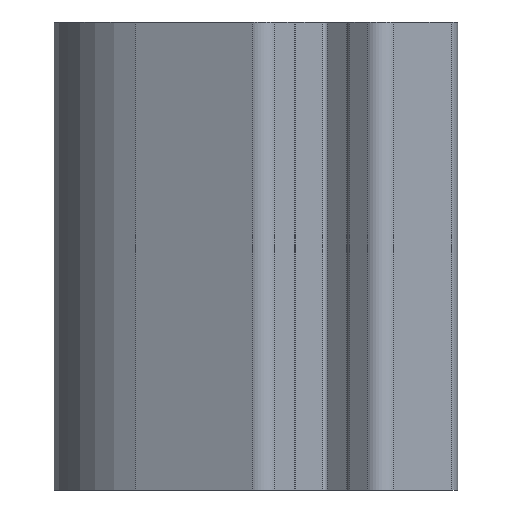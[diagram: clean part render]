
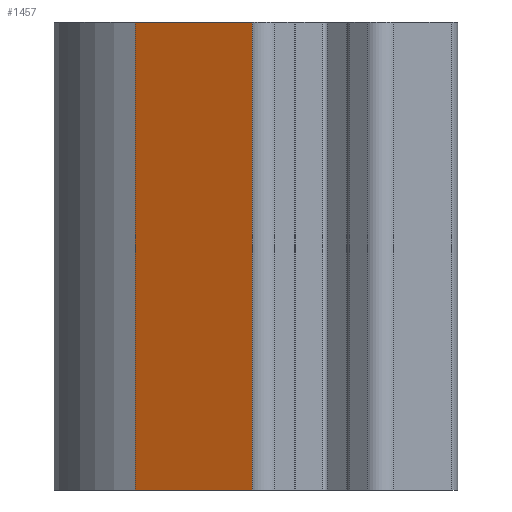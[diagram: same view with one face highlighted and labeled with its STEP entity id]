
A CAD part, left-side view. The second image highlights one B-rep face of the part: STEP entity #1457.
In plain terms, the highlighted planar face has unit normal (-0.907, 0.42, 0).
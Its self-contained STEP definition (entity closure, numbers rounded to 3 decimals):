
#31 = DIRECTION ( 'NONE',  ( -0.421, -0.907, 0. ) ) ;
#40 = VECTOR ( 'NONE', #287, 1000. ) ;
#55 = VECTOR ( 'NONE', #105, 1000. ) ;
#105 = DIRECTION ( 'NONE',  ( -0.421, -0.907, 0. ) ) ;
#183 = CARTESIAN_POINT ( 'NONE',  ( -17.405, 5.079, 12.5 ) ) ;
#257 = VERTEX_POINT ( 'NONE', #1721 ) ;
#287 = DIRECTION ( 'NONE',  ( 0., 0., -1. ) ) ;
#328 = ORIENTED_EDGE ( 'NONE', *, *, #798, .T. ) ;
#370 = LINE ( 'NONE', #388, #55 ) ;
#373 = VERTEX_POINT ( 'NONE', #431 ) ;
#388 = CARTESIAN_POINT ( 'NONE',  ( -17.405, 5.079, -12.5 ) ) ;
#404 = VERTEX_POINT ( 'NONE', #1608 ) ;
#431 = CARTESIAN_POINT ( 'NONE',  ( -17.405, 5.079, -12.5 ) ) ;
#499 = VERTEX_POINT ( 'NONE', #833 ) ;
#500 = CARTESIAN_POINT ( 'NONE',  ( -17.405, 5.079, 12.5 ) ) ;
#561 = EDGE_CURVE ( 'NONE', #257, #373, #1522, .T. ) ;
#562 = EDGE_CURVE ( 'NONE', #404, #499, #1687, .T. ) ;
#564 = CARTESIAN_POINT ( 'NONE',  ( -20.306, -1.181, 12.5 ) ) ;
#580 = VECTOR ( 'NONE', #31, 1000. ) ;
#581 = CARTESIAN_POINT ( 'NONE',  ( -17.405, 5.079, 12.5 ) ) ;
#771 = PLANE ( 'NONE',  #1632 ) ;
#798 = EDGE_CURVE ( 'NONE', #373, #499, #370, .T. ) ;
#833 = CARTESIAN_POINT ( 'NONE',  ( -20.306, -1.181, -12.5 ) ) ;
#835 = ORIENTED_EDGE ( 'NONE', *, *, #1776, .F. ) ;
#1061 = VECTOR ( 'NONE', #1549, 1000. ) ;
#1159 = ORIENTED_EDGE ( 'NONE', *, *, #561, .T. ) ;
#1200 = EDGE_LOOP ( 'NONE', ( #328, #1566, #835, #1159 ) ) ;
#1311 = DIRECTION ( 'NONE',  ( -0.907, 0.421, 0. ) ) ;
#1452 = DIRECTION ( 'NONE',  ( 0., 0., 1. ) ) ;
#1457 = ADVANCED_FACE ( 'NONE', ( #1748 ), #771, .T. ) ;
#1522 = LINE ( 'NONE', #581, #40 ) ;
#1549 = DIRECTION ( 'NONE',  ( 0., 0., -1. ) ) ;
#1566 = ORIENTED_EDGE ( 'NONE', *, *, #562, .F. ) ;
#1608 = CARTESIAN_POINT ( 'NONE',  ( -20.306, -1.181, 12.5 ) ) ;
#1632 = AXIS2_PLACEMENT_3D ( 'NONE', #500, #1311, #1452 ) ;
#1670 = LINE ( 'NONE', #183, #580 ) ;
#1687 = LINE ( 'NONE', #564, #1061 ) ;
#1721 = CARTESIAN_POINT ( 'NONE',  ( -17.405, 5.079, 12.5 ) ) ;
#1748 = FACE_OUTER_BOUND ( 'NONE', #1200, .T. ) ;
#1776 = EDGE_CURVE ( 'NONE', #257, #404, #1670, .T. ) ;
